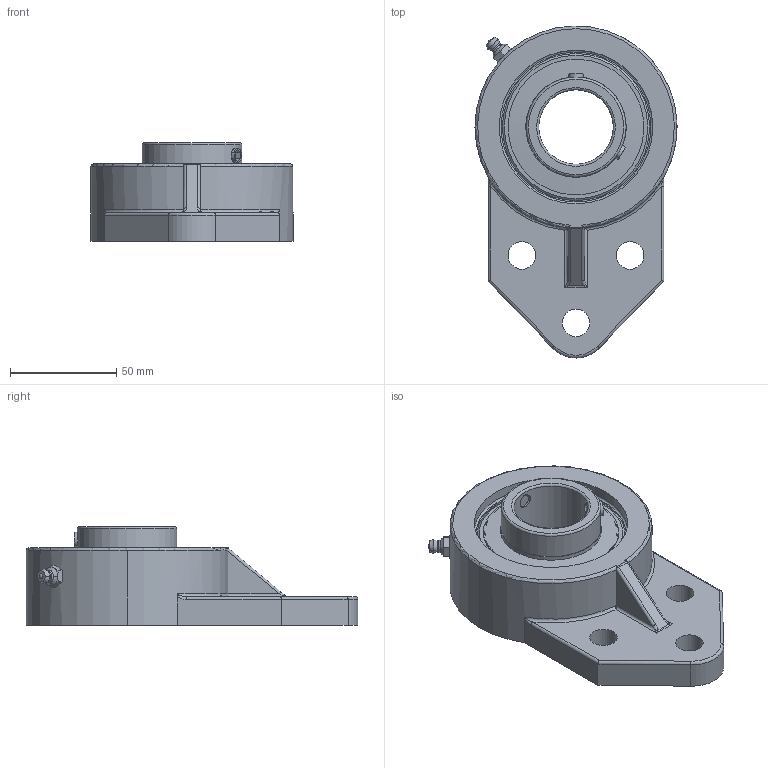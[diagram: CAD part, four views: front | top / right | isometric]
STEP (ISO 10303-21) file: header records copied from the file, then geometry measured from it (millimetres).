
FILE_DESCRIPTION(('HOOPS Exchange Step'),'2;1');
FILE_NAME('export-55412315-25F0-4180-A75C-996DB407188F.stp','2019-12-12T16:39:24+16:00',('ibuslach'),('Alibre'),'HOOPS Exchange 2019.2','Alibre','Unknown authorisation');
FILE_SCHEMA( ('AP242_MANAGED_MODEL_BASED_3D_ENGINEERING_MIM_LF {1 0 10303 442 1 1 4 }') );
Length unit declared in the file: centimetre
Products named in the file (7): MRN SFB 207; UCP ZERK 6mm; SUC 207 RACES; SUC 207 SHIELD; SUC 207 SS; MRN SUC 207; MRN SUCFB 207
Assembly tree (8 placements, depth 3):
  MRN SUCFB 207
    MRN SFB 207
    UCP ZERK 6mm
    MRN SUC 207
      SUC 207 RACES
      SUC 207 SHIELD  x2
      SUC 207 SS  x2
Bounding box: 95 x 156 x 46.4 mm (x, y, z)
Volume: 212758.2 mm3; surface area: 67513.5 mm2
Topology: 8 solids, 8 shells, 160 faces, 414 edges, 265 vertices
Faces by surface type: plane 54, cylinder 51, torus 18, cone 18, bspline 10, sphere 9
Full cylindrical faces by diameter (mm): 1.505 x2, 6 x2, 6.782 x4, 13 x3, 35 x1, 46.736 x3, 47.244 x2, 62.23 x1, 63.805 x2, 72.166 x1, 76.166 x1
Entity records: 8348 total; most frequent: CARTESIAN_POINT 4671, DIRECTION 763, ORIENTED_EDGE 722, EDGE_CURVE 361, AXIS2_PLACEMENT_3D 319, VERTEX_POINT 234, EDGE_LOOP 169, FACE_BOUND 169
